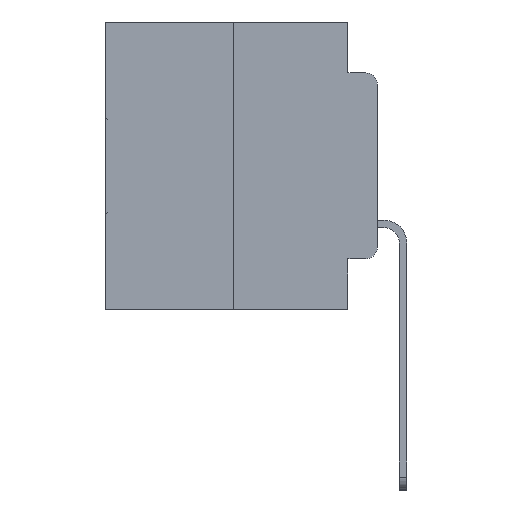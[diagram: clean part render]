
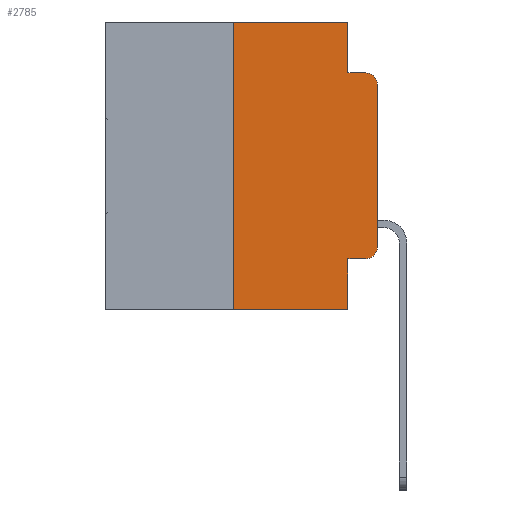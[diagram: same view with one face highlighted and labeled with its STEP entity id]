
A CAD part, left-side view. The second image highlights one B-rep face of the part: STEP entity #2785.
In plain terms, the highlighted planar face has unit normal (-1, 0, 0).
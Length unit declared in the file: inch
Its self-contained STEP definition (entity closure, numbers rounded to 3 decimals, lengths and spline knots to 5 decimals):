
#397 = CARTESIAN_POINT ( 'NONE',  ( 0., 0.051, 0. ) ) ;
#456 = DIRECTION ( 'NONE',  ( 1., 0., 0. ) ) ;
#548 = VECTOR ( 'NONE', #18720, 39.37008 ) ;
#601 = VERTEX_POINT ( 'NONE', #10869 ) ;
#1187 = ORIENTED_EDGE ( 'NONE', *, *, #5194, .F. ) ;
#2371 = VERTEX_POINT ( 'NONE', #3755 ) ;
#2561 = LINE ( 'NONE', #26426, #19988 ) ;
#2785 = ADVANCED_FACE ( 'NONE', ( #3078 ), #25437, .F. ) ;
#2827 = CARTESIAN_POINT ( 'NONE',  ( 0., 0.051, 0. ) ) ;
#3078 = FACE_OUTER_BOUND ( 'NONE', #19206, .T. ) ;
#3755 = CARTESIAN_POINT ( 'NONE',  ( 0., 0., -0.1085 ) ) ;
#3893 = EDGE_CURVE ( 'NONE', #8297, #26464, #26670, .T. ) ;
#4822 = CARTESIAN_POINT ( 'NONE',  ( 0., 0.051, -0.4115 ) ) ;
#4976 = CARTESIAN_POINT ( 'NONE',  ( 0., 0.25, 0. ) ) ;
#5112 = AXIS2_PLACEMENT_3D ( 'NONE', #24673, #11241, #26909 ) ;
#5194 = EDGE_CURVE ( 'NONE', #15649, #20656, #28618, .T. ) ;
#6277 = VERTEX_POINT ( 'NONE', #28564 ) ;
#7279 = CARTESIAN_POINT ( 'NONE',  ( 0., 0.051, -0.0885 ) ) ;
#7488 = CARTESIAN_POINT ( 'NONE',  ( 0., 0.02, -0.3915 ) ) ;
#7560 = VECTOR ( 'NONE', #26136, 39.37008 ) ;
#8069 = EDGE_CURVE ( 'NONE', #26464, #2371, #2561, .T. ) ;
#8297 = VERTEX_POINT ( 'NONE', #18804 ) ;
#8576 = CARTESIAN_POINT ( 'NONE',  ( 0., 0.25, 0. ) ) ;
#8877 = EDGE_CURVE ( 'NONE', #27664, #8297, #11857, .T. ) ;
#9214 = ORIENTED_EDGE ( 'NONE', *, *, #8877, .T. ) ;
#9457 = ORIENTED_EDGE ( 'NONE', *, *, #19679, .F. ) ;
#9780 = DIRECTION ( 'NONE',  ( 0., 0., -1. ) ) ;
#9827 = EDGE_CURVE ( 'NONE', #20656, #16406, #25491, .T. ) ;
#10032 = EDGE_CURVE ( 'NONE', #2371, #23712, #19202, .T. ) ;
#10432 = DIRECTION ( 'NONE',  ( 0., -1., 0. ) ) ;
#10869 = CARTESIAN_POINT ( 'NONE',  ( 0., 0.051, -0.5 ) ) ;
#11053 = LINE ( 'NONE', #4976, #23006 ) ;
#11182 = VECTOR ( 'NONE', #27338, 39.37008 ) ;
#11241 = DIRECTION ( 'NONE',  ( -1., 0., 0. ) ) ;
#11388 = CARTESIAN_POINT ( 'NONE',  ( 0., 0.051, -0.4115 ) ) ;
#11857 = LINE ( 'NONE', #4822, #11182 ) ;
#12025 = ORIENTED_EDGE ( 'NONE', *, *, #3893, .T. ) ;
#13075 = ORIENTED_EDGE ( 'NONE', *, *, #16433, .F. ) ;
#13155 = EDGE_CURVE ( 'NONE', #6277, #601, #20736, .T. ) ;
#13304 = DIRECTION ( 'NONE',  ( 0., -1., 0. ) ) ;
#14034 = LINE ( 'NONE', #14817, #25299 ) ;
#14712 = CARTESIAN_POINT ( 'NONE',  ( 0., 0.02, -0.0885 ) ) ;
#14816 = ORIENTED_EDGE ( 'NONE', *, *, #28362, .F. ) ;
#14817 = CARTESIAN_POINT ( 'NONE',  ( 0., 0.051, -0.0885 ) ) ;
#15649 = VERTEX_POINT ( 'NONE', #8576 ) ;
#16406 = VERTEX_POINT ( 'NONE', #7279 ) ;
#16433 = EDGE_CURVE ( 'NONE', #27664, #601, #24773, .T. ) ;
#16545 = DIRECTION ( 'NONE',  ( 0., 0., -1. ) ) ;
#16807 = VECTOR ( 'NONE', #26742, 39.37008 ) ;
#18720 = DIRECTION ( 'NONE',  ( 0., 0., -1. ) ) ;
#18804 = CARTESIAN_POINT ( 'NONE',  ( 0., 0.02, -0.4115 ) ) ;
#19202 = CIRCLE ( 'NONE', #5112, 0.02 ) ;
#19206 = EDGE_LOOP ( 'NONE', ( #21083, #19345, #9457, #28470, #1187, #14816, #27416, #13075, #9214, #12025 ) ) ;
#19345 = ORIENTED_EDGE ( 'NONE', *, *, #10032, .T. ) ;
#19679 = EDGE_CURVE ( 'NONE', #16406, #23712, #14034, .T. ) ;
#19718 = DIRECTION ( 'NONE',  ( 0., 0., 1. ) ) ;
#19988 = VECTOR ( 'NONE', #19718, 39.37008 ) ;
#20656 = VERTEX_POINT ( 'NONE', #397 ) ;
#20736 = LINE ( 'NONE', #28906, #25972 ) ;
#20790 = DIRECTION ( 'NONE',  ( 0., 0., 1. ) ) ;
#20949 = CARTESIAN_POINT ( 'NONE',  ( 0., 0.473, 0. ) ) ;
#21083 = ORIENTED_EDGE ( 'NONE', *, *, #8069, .T. ) ;
#23006 = VECTOR ( 'NONE', #20790, 39.37008 ) ;
#23244 = DIRECTION ( 'NONE',  ( -1., 0., 0. ) ) ;
#23712 = VERTEX_POINT ( 'NONE', #14712 ) ;
#24455 = AXIS2_PLACEMENT_3D ( 'NONE', #7488, #23244, #9780 ) ;
#24673 = CARTESIAN_POINT ( 'NONE',  ( 0., 0.02, -0.1085 ) ) ;
#24773 = LINE ( 'NONE', #2827, #548 ) ;
#25299 = VECTOR ( 'NONE', #10432, 39.37008 ) ;
#25437 = PLANE ( 'NONE',  #25845 ) ;
#25491 = LINE ( 'NONE', #28240, #7560 ) ;
#25845 = AXIS2_PLACEMENT_3D ( 'NONE', #20949, #456, #16545 ) ;
#25972 = VECTOR ( 'NONE', #13304, 39.37008 ) ;
#26136 = DIRECTION ( 'NONE',  ( 0., 0., -1. ) ) ;
#26426 = CARTESIAN_POINT ( 'NONE',  ( 0., 0., 0. ) ) ;
#26464 = VERTEX_POINT ( 'NONE', #29175 ) ;
#26670 = CIRCLE ( 'NONE', #24455, 0.02 ) ;
#26742 = DIRECTION ( 'NONE',  ( 0., -1., 0. ) ) ;
#26909 = DIRECTION ( 'NONE',  ( 0., 0., -1. ) ) ;
#27338 = DIRECTION ( 'NONE',  ( 0., -1., 0. ) ) ;
#27416 = ORIENTED_EDGE ( 'NONE', *, *, #13155, .T. ) ;
#27664 = VERTEX_POINT ( 'NONE', #11388 ) ;
#28240 = CARTESIAN_POINT ( 'NONE',  ( 0., 0.051, 0. ) ) ;
#28362 = EDGE_CURVE ( 'NONE', #6277, #15649, #11053, .T. ) ;
#28470 = ORIENTED_EDGE ( 'NONE', *, *, #9827, .F. ) ;
#28564 = CARTESIAN_POINT ( 'NONE',  ( 0., 0.25, -0.5 ) ) ;
#28618 = LINE ( 'NONE', #28903, #16807 ) ;
#28903 = CARTESIAN_POINT ( 'NONE',  ( 0., 0.473, 0. ) ) ;
#28906 = CARTESIAN_POINT ( 'NONE',  ( 0., 0.473, -0.5 ) ) ;
#29175 = CARTESIAN_POINT ( 'NONE',  ( 0., 0., -0.3915 ) ) ;
